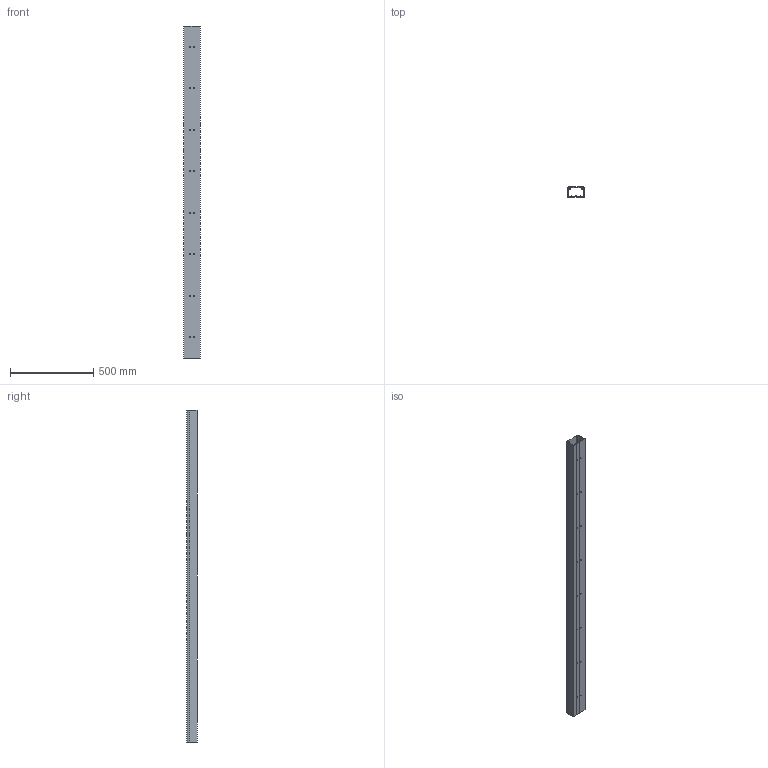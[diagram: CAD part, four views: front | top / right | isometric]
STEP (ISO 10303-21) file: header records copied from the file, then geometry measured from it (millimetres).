
FILE_DESCRIPTION (( 'STEP AP214' ), '1' );
FILE_NAME ('CKK40-100-060-1-K01 Êàáåëü-êàíàë 100õ60 ÏÐÀÉÌÅÐ ïàðàïåòíûé.STEP', '2016-11-24T14:04:21', ( '' ), ( '' ), 'SwSTEP 2.0', 'SolidWorks 2014', '' );
FILE_SCHEMA (( 'AUTOMOTIVE_DESIGN' ));
Length unit declared in the file: millimetre
Products named in the file (1): CKK40-100-060-1-K01 Êàáåëü-êàíàë 100õ60 ÏÐÀÉÌÅÐ ïàðàïåòíûé
Bounding box: 100.09 x 60.4 x 2000 mm (x, y, z)
Volume: 1413120 mm3; surface area: 1456575.1 mm2
Topology: 2 solids, 2 shells, 136 faces, 396 edges, 264 vertices
Faces by surface type: plane 90, cylinder 46
Entity records: 4599 total; most frequent: CARTESIAN_POINT 797, ORIENTED_EDGE 792, DIRECTION 762, EDGE_CURVE 396, LINE 304, VECTOR 304, VERTEX_POINT 264, AXIS2_PLACEMENT_3D 229
